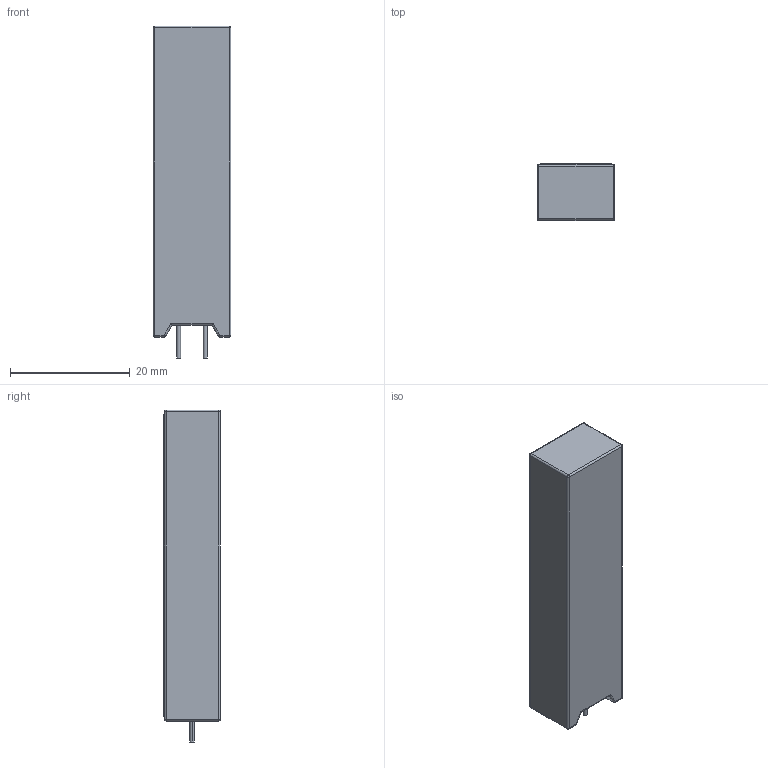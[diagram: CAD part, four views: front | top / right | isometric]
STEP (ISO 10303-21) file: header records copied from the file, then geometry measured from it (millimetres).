
FILE_DESCRIPTION (( 'STEP AP214' ), '1' );
FILE_NAME ('RES-TH_L13.0-W9.5-H52.0-P4.50.step', '2022-07-28T09:35:30', ( '' ), ( '' ), 'SwSTEP 2.0', 'SolidWorks 2020', '' );
FILE_SCHEMA (( 'AUTOMOTIVE_DESIGN' ));
Length unit declared in the file: millimetre
Products named in the file (1): RES-TH_L13.0-W9.5-H52.0-P4.50
Bounding box: 13 x 9.5 x 55.5 mm (x, y, z)
Volume: 6256 mm3; surface area: 2540 mm2
Topology: 1 solids, 1 shells, 302 faces, 781 edges, 490 vertices
Faces by surface type: plane 146, bspline 98, cylinder 40, sphere 18
Entity records: 12865 total; most frequent: CARTESIAN_POINT 2886, ORIENTED_EDGE 1538, DIRECTION 1041, EDGE_CURVE 769, VECTOR 495, LINE 495, VERTEX_POINT 490, EDGE_LOOP 323
